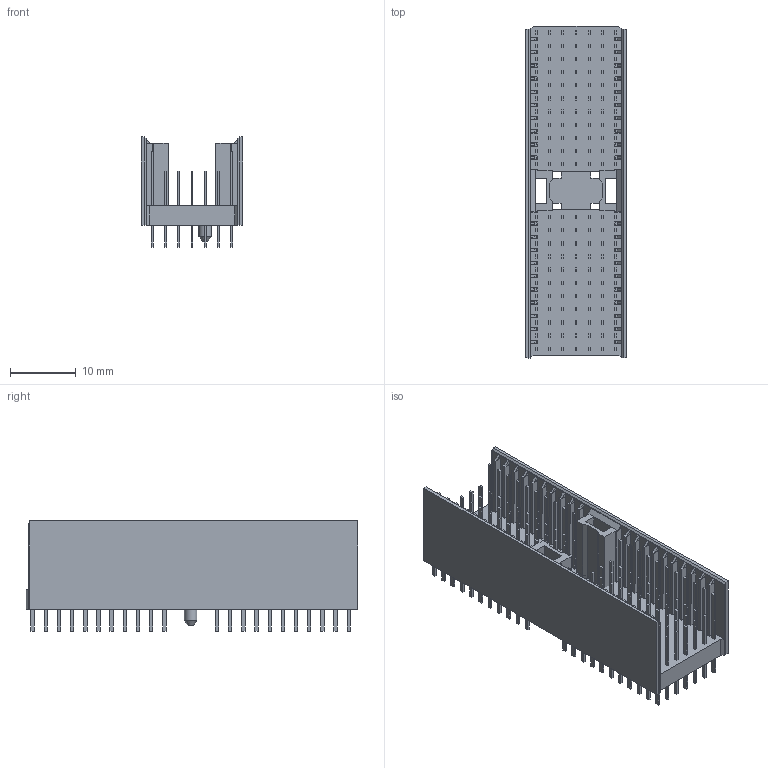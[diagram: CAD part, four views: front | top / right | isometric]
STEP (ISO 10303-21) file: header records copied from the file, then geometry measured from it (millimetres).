
FILE_DESCRIPTION((''),'2;1');
FILE_NAME('FCI_HM2P07PDG1A1N9LF.stp','2011-11-07T13:12:09',(''),(''),'Mechanical Desktop 2011','Mechanical Desktop 2011',', , ');
FILE_SCHEMA(('AUTOMOTIVE_DESIGN { 1 2 10303 214 1 1 1 1 }'));
Length unit declared in the file: millimetre
Products named in the file (1): Product
Bounding box: 15.4 x 50.4 x 16.75 mm (x, y, z)
Volume: 3723.8 mm3; surface area: 14533.3 mm2
Topology: 401 solids, 401 shells, 2434 faces, 4902 edges, 3269 vertices
Faces by surface type: plane 2182, bspline 248, cylinder 2, cone 2
Entity records: 61614 total; most frequent: CARTESIAN_POINT 11350, ORIENTED_EDGE 9800, DIRECTION 9281, EDGE_CURVE 4900, VECTOR 4895, LINE 4895, VERTEX_POINT 3266, EDGE_LOOP 2442
